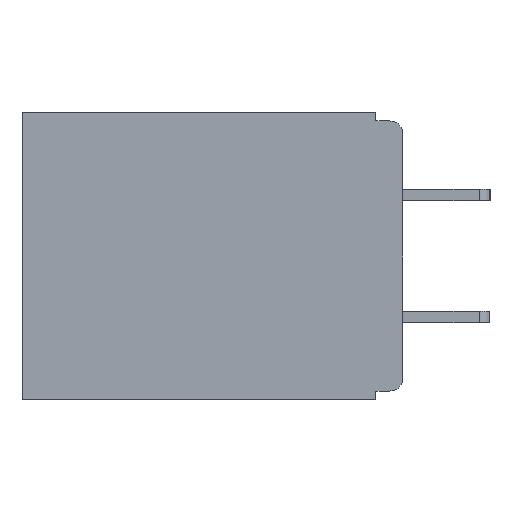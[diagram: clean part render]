
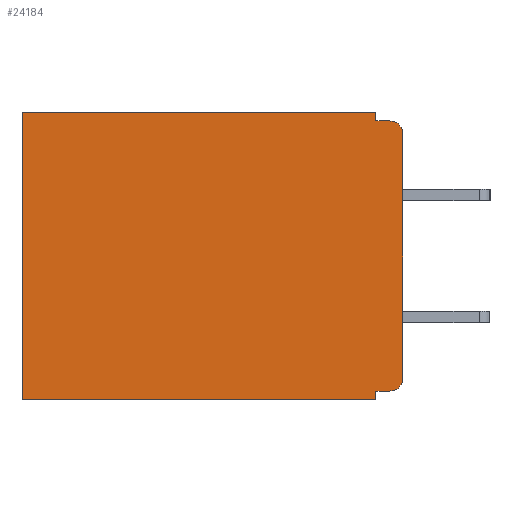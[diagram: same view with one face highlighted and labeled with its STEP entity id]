
A CAD part, left-side view. The second image highlights one B-rep face of the part: STEP entity #24184.
In plain terms, the highlighted planar face has unit normal (-1, 0, 0).
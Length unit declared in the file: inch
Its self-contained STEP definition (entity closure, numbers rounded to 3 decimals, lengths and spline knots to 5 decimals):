
#575 = ORIENTED_EDGE ( 'NONE', *, *, #7621, .T. ) ;
#585 = DIRECTION ( 'NONE',  ( 0., 1., 0. ) ) ;
#834 = CARTESIAN_POINT ( 'NONE',  ( 0.3, 0.437, 0. ) ) ;
#1425 = VECTOR ( 'NONE', #24561, 39.37008 ) ;
#1840 = DIRECTION ( 'NONE',  ( -1., 0., 0. ) ) ;
#1875 = ORIENTED_EDGE ( 'NONE', *, *, #5330, .T. ) ;
#2210 = DIRECTION ( 'NONE',  ( 0., 0., -1. ) ) ;
#3246 = DIRECTION ( 'NONE',  ( 0., 1., 0. ) ) ;
#3529 = ORIENTED_EDGE ( 'NONE', *, *, #25498, .F. ) ;
#3651 = CARTESIAN_POINT ( 'NONE',  ( 0.3, 0.015, -0.32 ) ) ;
#3992 = ORIENTED_EDGE ( 'NONE', *, *, #13446, .T. ) ;
#4392 = LINE ( 'NONE', #5408, #17764 ) ;
#5083 = DIRECTION ( 'NONE',  ( 0., 0., -1. ) ) ;
#5247 = VERTEX_POINT ( 'NONE', #33255 ) ;
#5286 = DIRECTION ( 'NONE',  ( 0., 0., -1. ) ) ;
#5330 = EDGE_CURVE ( 'NONE', #29309, #14133, #22451, .T. ) ;
#5408 = CARTESIAN_POINT ( 'NONE',  ( 0.3, 0.031, 0. ) ) ;
#5885 = VECTOR ( 'NONE', #12409, 39.37008 ) ;
#7566 = AXIS2_PLACEMENT_3D ( 'NONE', #25063, #9078, #27711 ) ;
#7621 = EDGE_CURVE ( 'NONE', #18452, #26439, #8558, .T. ) ;
#8558 = LINE ( 'NONE', #21777, #1425 ) ;
#9078 = DIRECTION ( 'NONE',  ( -1., 0., 0. ) ) ;
#9380 = VECTOR ( 'NONE', #3246, 39.37008 ) ;
#9608 = EDGE_CURVE ( 'NONE', #5247, #14133, #29158, .T. ) ;
#11106 = ORIENTED_EDGE ( 'NONE', *, *, #14782, .F. ) ;
#11991 = DIRECTION ( 'NONE',  ( 0., 0., -1. ) ) ;
#12409 = DIRECTION ( 'NONE',  ( 0., -1., 0. ) ) ;
#12889 = AXIS2_PLACEMENT_3D ( 'NONE', #33971, #18259, #2210 ) ;
#12923 = PLANE ( 'NONE',  #12889 ) ;
#13382 = VERTEX_POINT ( 'NONE', #22202 ) ;
#13446 = EDGE_CURVE ( 'NONE', #26439, #31393, #18127, .T. ) ;
#14133 = VERTEX_POINT ( 'NONE', #19220 ) ;
#14782 = EDGE_CURVE ( 'NONE', #24741, #31393, #30545, .T. ) ;
#15075 = CARTESIAN_POINT ( 'NONE',  ( 0.3, 0., -0.01 ) ) ;
#15755 = CARTESIAN_POINT ( 'NONE',  ( 0.3, 0.031, -0.33 ) ) ;
#17764 = VECTOR ( 'NONE', #5286, 39.37008 ) ;
#17873 = CARTESIAN_POINT ( 'NONE',  ( 0.3, 0.031, -0.33 ) ) ;
#17893 = CARTESIAN_POINT ( 'NONE',  ( 0.3, 0.015, -0.025 ) ) ;
#18127 = LINE ( 'NONE', #27887, #32119 ) ;
#18259 = DIRECTION ( 'NONE',  ( 1., 0., 0. ) ) ;
#18366 = VECTOR ( 'NONE', #585, 39.37008 ) ;
#18452 = VERTEX_POINT ( 'NONE', #22453 ) ;
#18491 = EDGE_LOOP ( 'NONE', ( #34167, #25254, #23997, #3529, #575, #3992, #11106, #19892, #22367, #1875 ) ) ;
#18627 = CARTESIAN_POINT ( 'NONE',  ( 0.3, 0.437, -0.33 ) ) ;
#19220 = CARTESIAN_POINT ( 'NONE',  ( 0.3, 0., -0.305 ) ) ;
#19644 = LINE ( 'NONE', #15755, #25032 ) ;
#19892 = ORIENTED_EDGE ( 'NONE', *, *, #28996, .F. ) ;
#20285 = CARTESIAN_POINT ( 'NONE',  ( 0.3, 0., -0.33 ) ) ;
#20565 = DIRECTION ( 'NONE',  ( 0., 0., -1. ) ) ;
#21777 = CARTESIAN_POINT ( 'NONE',  ( 0.3, 0., 0. ) ) ;
#21944 = CARTESIAN_POINT ( 'NONE',  ( 0.3, 0., -0.33 ) ) ;
#22112 = EDGE_CURVE ( 'NONE', #31211, #13382, #27148, .T. ) ;
#22202 = CARTESIAN_POINT ( 'NONE',  ( 0.3, 0.015, -0.01 ) ) ;
#22367 = ORIENTED_EDGE ( 'NONE', *, *, #29204, .F. ) ;
#22451 = CIRCLE ( 'NONE', #7566, 0.015 ) ;
#22453 = CARTESIAN_POINT ( 'NONE',  ( 0.3, 0.031, 0. ) ) ;
#22938 = DIRECTION ( 'NONE',  ( 0., 0., -1. ) ) ;
#23997 = ORIENTED_EDGE ( 'NONE', *, *, #22112, .F. ) ;
#24084 = FACE_OUTER_BOUND ( 'NONE', #18491, .T. ) ;
#24184 = ADVANCED_FACE ( 'NONE', ( #24084 ), #12923, .F. ) ;
#24477 = CARTESIAN_POINT ( 'NONE',  ( 0.3, 0.031, -0.32 ) ) ;
#24561 = DIRECTION ( 'NONE',  ( 0., 1., 0. ) ) ;
#24741 = VERTEX_POINT ( 'NONE', #17873 ) ;
#25032 = VECTOR ( 'NONE', #5083, 39.37008 ) ;
#25063 = CARTESIAN_POINT ( 'NONE',  ( 0.3, 0.015, -0.305 ) ) ;
#25254 = ORIENTED_EDGE ( 'NONE', *, *, #32669, .T. ) ;
#25448 = LINE ( 'NONE', #29857, #18366 ) ;
#25498 = EDGE_CURVE ( 'NONE', #18452, #31211, #4392, .T. ) ;
#26439 = VERTEX_POINT ( 'NONE', #834 ) ;
#27148 = LINE ( 'NONE', #15075, #5885 ) ;
#27711 = DIRECTION ( 'NONE',  ( 0., 0., -1. ) ) ;
#27887 = CARTESIAN_POINT ( 'NONE',  ( 0.3, 0.437, -0.33 ) ) ;
#28350 = VECTOR ( 'NONE', #22938, 39.37008 ) ;
#28926 = CIRCLE ( 'NONE', #31620, 0.015 ) ;
#28996 = EDGE_CURVE ( 'NONE', #32959, #24741, #19644, .T. ) ;
#29158 = LINE ( 'NONE', #20285, #28350 ) ;
#29204 = EDGE_CURVE ( 'NONE', #29309, #32959, #25448, .T. ) ;
#29309 = VERTEX_POINT ( 'NONE', #3651 ) ;
#29857 = CARTESIAN_POINT ( 'NONE',  ( 0.3, 0., -0.32 ) ) ;
#30545 = LINE ( 'NONE', #21944, #9380 ) ;
#30971 = CARTESIAN_POINT ( 'NONE',  ( 0.3, 0.031, -0.01 ) ) ;
#31211 = VERTEX_POINT ( 'NONE', #30971 ) ;
#31393 = VERTEX_POINT ( 'NONE', #18627 ) ;
#31620 = AXIS2_PLACEMENT_3D ( 'NONE', #17893, #1840, #20565 ) ;
#32119 = VECTOR ( 'NONE', #11991, 39.37008 ) ;
#32669 = EDGE_CURVE ( 'NONE', #5247, #13382, #28926, .T. ) ;
#32959 = VERTEX_POINT ( 'NONE', #24477 ) ;
#33255 = CARTESIAN_POINT ( 'NONE',  ( 0.3, 0., -0.025 ) ) ;
#33971 = CARTESIAN_POINT ( 'NONE',  ( 0.3, 0., -0.33 ) ) ;
#34167 = ORIENTED_EDGE ( 'NONE', *, *, #9608, .F. ) ;
